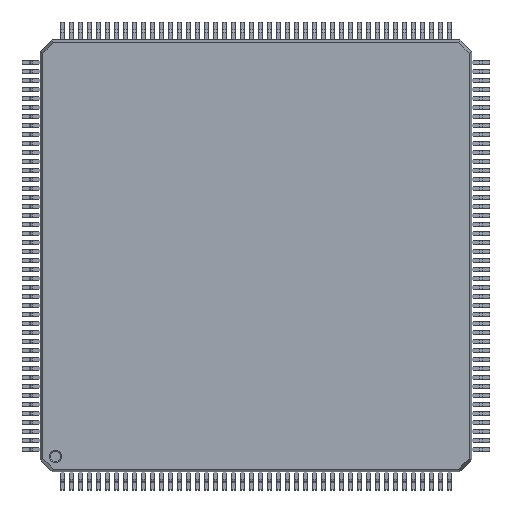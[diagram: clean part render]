
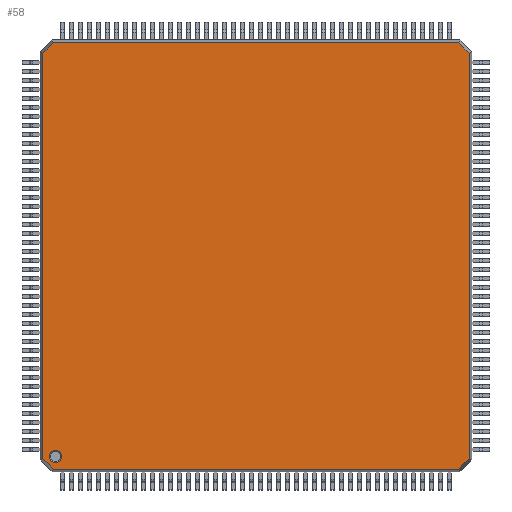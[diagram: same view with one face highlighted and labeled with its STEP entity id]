
A CAD part, top view. The second image highlights one B-rep face of the part: STEP entity #58.
In plain terms, the highlighted planar face has unit normal (0, 0, 1).
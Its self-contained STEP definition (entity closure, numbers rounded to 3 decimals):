
#58=ADVANCED_FACE('',(#20902,#20904),#20906,.T.);
#20902=FACE_BOUND('',#20903,.T.);
#20903=EDGE_LOOP('',(#37470,#37471,#37472,#37473,#37474,#37475,#37476,#37477));
#20904=FACE_BOUND('',#20905,.T.);
#20905=EDGE_LOOP('',(#37478));
#20906=PLANE('',#20907);
#20907=AXIS2_PLACEMENT_3D('',#20908,#20909,#20910);
#20908=CARTESIAN_POINT('',(0.,0.,1.5));
#20909=DIRECTION('',(0.,0.,1.));
#20910=DIRECTION('',(1.,0.,0.));
#37470=ORIENTED_EDGE('',*,*,#50258,.T.);
#37471=ORIENTED_EDGE('',*,*,#50259,.F.);
#37472=ORIENTED_EDGE('',*,*,#50260,.T.);
#37473=ORIENTED_EDGE('',*,*,#50261,.F.);
#37474=ORIENTED_EDGE('',*,*,#50262,.T.);
#37475=ORIENTED_EDGE('',*,*,#50263,.F.);
#37476=ORIENTED_EDGE('',*,*,#50264,.T.);
#37477=ORIENTED_EDGE('',*,*,#50265,.F.);
#37478=ORIENTED_EDGE('',*,*,#50266,.T.);
#50258=EDGE_CURVE('',#56652,#56653,#56654,.T.);
#50259=EDGE_CURVE('',#56655,#56653,#56656,.F.);
#50260=EDGE_CURVE('',#56655,#56657,#56658,.T.);
#50261=EDGE_CURVE('',#56659,#56657,#56660,.F.);
#50262=EDGE_CURVE('',#56659,#56661,#56662,.T.);
#50263=EDGE_CURVE('',#56663,#56661,#56664,.F.);
#50264=EDGE_CURVE('',#56663,#56665,#56666,.T.);
#50265=EDGE_CURVE('',#56652,#56665,#56667,.F.);
#50266=EDGE_CURVE('',#56668,#56668,#56669,.F.);
#56652=VERTEX_POINT('',#67304);
#56653=VERTEX_POINT('',#67305);
#56654=LINE('',#67306,#67307);
#56655=VERTEX_POINT('',#67309);
#56656=LINE('',#67310,#67311);
#56657=VERTEX_POINT('',#67313);
#56658=LINE('',#67314,#67315);
#56659=VERTEX_POINT('',#67317);
#56660=LINE('',#67318,#67319);
#56661=VERTEX_POINT('',#67321);
#56662=LINE('',#67322,#67323);
#56663=VERTEX_POINT('',#67325);
#56664=LINE('',#67326,#67327);
#56665=VERTEX_POINT('',#67329);
#56666=LINE('',#67330,#67331);
#56667=LINE('',#67333,#67334);
#56668=VERTEX_POINT('',#67336);
#56669=CIRCLE('',#67337,0.35);
#67304=CARTESIAN_POINT('',(11.84,-11.267,1.5));
#67305=CARTESIAN_POINT('',(11.84,11.267,1.5));
#67306=CARTESIAN_POINT('',(11.84,-11.267,1.5));
#67307=VECTOR('',#67308,1.);
#67308=DIRECTION('',(0.,1.,0.));
#67309=CARTESIAN_POINT('',(11.267,11.84,1.5));
#67310=CARTESIAN_POINT('',(11.84,11.267,1.5));
#67311=VECTOR('',#67312,1.);
#67312=DIRECTION('',(-0.707,0.707,0.));
#67313=CARTESIAN_POINT('',(-11.267,11.84,1.5));
#67314=CARTESIAN_POINT('',(11.267,11.84,1.5));
#67315=VECTOR('',#67316,1.);
#67316=DIRECTION('',(-1.,0.,0.));
#67317=CARTESIAN_POINT('',(-11.84,11.267,1.5));
#67318=CARTESIAN_POINT('',(-11.267,11.84,1.5));
#67319=VECTOR('',#67320,1.);
#67320=DIRECTION('',(-0.707,-0.707,0.));
#67321=CARTESIAN_POINT('',(-11.84,-11.267,1.5));
#67322=CARTESIAN_POINT('',(-11.84,11.267,1.5));
#67323=VECTOR('',#67324,1.);
#67324=DIRECTION('',(0.,-1.,0.));
#67325=CARTESIAN_POINT('',(-11.267,-11.84,1.5));
#67326=CARTESIAN_POINT('',(-11.84,-11.267,1.5));
#67327=VECTOR('',#67328,1.);
#67328=DIRECTION('',(0.707,-0.707,0.));
#67329=CARTESIAN_POINT('',(11.267,-11.84,1.5));
#67330=CARTESIAN_POINT('',(-11.267,-11.84,1.5));
#67331=VECTOR('',#67332,1.);
#67332=DIRECTION('',(1.,0.,0.));
#67333=CARTESIAN_POINT('',(11.267,-11.84,1.5));
#67334=VECTOR('',#67335,1.);
#67335=DIRECTION('',(0.707,0.707,0.));
#67336=CARTESIAN_POINT('',(-10.79,-11.14,1.5));
#67337=AXIS2_PLACEMENT_3D('',#67338,#67339,#67340);
#67338=CARTESIAN_POINT('',(-11.14,-11.14,1.5));
#67339=DIRECTION('',(0.,0.,1.));
#67340=DIRECTION('',(1.,0.,0.));
